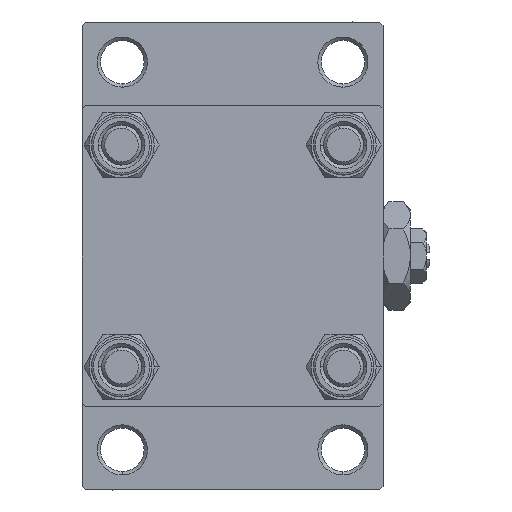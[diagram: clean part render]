
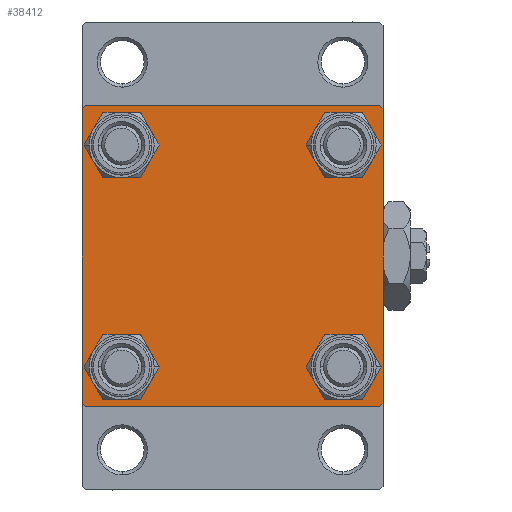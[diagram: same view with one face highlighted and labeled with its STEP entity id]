
A CAD part, left-side view. The second image highlights one B-rep face of the part: STEP entity #38412.
In plain terms, the highlighted planar face has unit normal (-1, 0, 0).
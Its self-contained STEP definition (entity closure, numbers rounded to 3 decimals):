
#544 = EDGE_CURVE ( 'NONE', #26251, #42903, #20152, .T. ) ;
#626 = CARTESIAN_POINT ( 'NONE',  ( 0., -16.6, -20.1 ) ) ;
#1122 = DIRECTION ( 'NONE',  ( 1., 0., 0. ) ) ;
#1167 = CARTESIAN_POINT ( 'NONE',  ( 0., 16.6, -16.6 ) ) ;
#1806 = EDGE_CURVE ( 'NONE', #35813, #32862, #24664, .T. ) ;
#2054 = DIRECTION ( 'NONE',  ( 0., 0., 1. ) ) ;
#2308 = EDGE_CURVE ( 'NONE', #42207, #42312, #36939, .T. ) ;
#2491 = EDGE_LOOP ( 'NONE', ( #15866, #45602 ) ) ;
#2829 = CARTESIAN_POINT ( 'NONE',  ( 0., 16.6, -13.1 ) ) ;
#3251 = EDGE_CURVE ( 'NONE', #47173, #31273, #25482, .T. ) ;
#3481 = EDGE_CURVE ( 'NONE', #42903, #27091, #25362, .T. ) ;
#3758 = VECTOR ( 'NONE', #27667, 1000. ) ;
#4150 = CARTESIAN_POINT ( 'NONE',  ( 0., 16.6, 16.6 ) ) ;
#4543 = CARTESIAN_POINT ( 'NONE',  ( 0., -16.6, 20.1 ) ) ;
#5595 = EDGE_CURVE ( 'NONE', #27091, #8730, #20171, .T. ) ;
#5602 = CARTESIAN_POINT ( 'NONE',  ( 0., -16.6, -13.1 ) ) ;
#6538 = VECTOR ( 'NONE', #36405, 1000. ) ;
#7172 = FACE_BOUND ( 'NONE', #19530, .T. ) ;
#7353 = DIRECTION ( 'NONE',  ( 1., 0., 0. ) ) ;
#8650 = ORIENTED_EDGE ( 'NONE', *, *, #26675, .T. ) ;
#8684 = DIRECTION ( 'NONE',  ( 1., 0., 0. ) ) ;
#8730 = VERTEX_POINT ( 'NONE', #26844 ) ;
#9315 = CARTESIAN_POINT ( 'NONE',  ( 0., 22., -22.5 ) ) ;
#9341 = AXIS2_PLACEMENT_3D ( 'NONE', #1167, #8684, #26995 ) ;
#9969 = LINE ( 'NONE', #25257, #29287 ) ;
#10062 = CARTESIAN_POINT ( 'NONE',  ( 0., 22., 22.5 ) ) ;
#10279 = AXIS2_PLACEMENT_3D ( 'NONE', #4150, #1122, #2054 ) ;
#10698 = CARTESIAN_POINT ( 'NONE',  ( 0., 0., 0. ) ) ;
#11147 = VECTOR ( 'NONE', #31692, 1000. ) ;
#11338 = AXIS2_PLACEMENT_3D ( 'NONE', #11631, #30420, #38452 ) ;
#11382 = DIRECTION ( 'NONE',  ( 0., 0., 1. ) ) ;
#11631 = CARTESIAN_POINT ( 'NONE',  ( 0., -16.6, -16.6 ) ) ;
#11969 = CARTESIAN_POINT ( 'NONE',  ( 0., 16.6, 20.1 ) ) ;
#12338 = DIRECTION ( 'NONE',  ( 1., 0., 0. ) ) ;
#12670 = VECTOR ( 'NONE', #40663, 1000. ) ;
#13014 = CARTESIAN_POINT ( 'NONE',  ( 0., -16.6, 13.1 ) ) ;
#13347 = VERTEX_POINT ( 'NONE', #626 ) ;
#13578 = LINE ( 'NONE', #43663, #6538 ) ;
#13633 = VERTEX_POINT ( 'NONE', #10062 ) ;
#13695 = DIRECTION ( 'NONE',  ( 0., 0., 1. ) ) ;
#13719 = DIRECTION ( 'NONE',  ( 0., 0.707, 0.707 ) ) ;
#13963 = DIRECTION ( 'NONE',  ( -1., 0., 0. ) ) ;
#14173 = EDGE_CURVE ( 'NONE', #15525, #30451, #27332, .T. ) ;
#14345 = CARTESIAN_POINT ( 'NONE',  ( 0., -22., 22.5 ) ) ;
#14457 = EDGE_CURVE ( 'NONE', #8730, #42312, #13578, .T. ) ;
#15214 = EDGE_LOOP ( 'NONE', ( #17669, #26791 ) ) ;
#15248 = EDGE_CURVE ( 'NONE', #30451, #15525, #32952, .T. ) ;
#15316 = AXIS2_PLACEMENT_3D ( 'NONE', #29902, #21222, #13695 ) ;
#15525 = VERTEX_POINT ( 'NONE', #13014 ) ;
#15866 = ORIENTED_EDGE ( 'NONE', *, *, #15248, .T. ) ;
#15884 = AXIS2_PLACEMENT_3D ( 'NONE', #42980, #46964, #32448 ) ;
#16697 = ORIENTED_EDGE ( 'NONE', *, *, #2308, .F. ) ;
#16713 = EDGE_CURVE ( 'NONE', #13633, #29454, #27989, .T. ) ;
#17669 = ORIENTED_EDGE ( 'NONE', *, *, #44419, .T. ) ;
#17991 = CARTESIAN_POINT ( 'NONE',  ( 0., 16.6, -16.6 ) ) ;
#19530 = EDGE_LOOP ( 'NONE', ( #8650, #32346 ) ) ;
#20121 = CARTESIAN_POINT ( 'NONE',  ( 0., -22.5, -22. ) ) ;
#20152 = LINE ( 'NONE', #31932, #3758 ) ;
#20171 = LINE ( 'NONE', #35462, #11147 ) ;
#21222 = DIRECTION ( 'NONE',  ( 1., 0., 0. ) ) ;
#22221 = PLANE ( 'NONE',  #48016 ) ;
#22352 = VECTOR ( 'NONE', #36154, 1000. ) ;
#23329 = CARTESIAN_POINT ( 'NONE',  ( 0., 16.6, -20.1 ) ) ;
#24536 = ORIENTED_EDGE ( 'NONE', *, *, #33579, .T. ) ;
#24664 = CIRCLE ( 'NONE', #30239, 3.5 ) ;
#25048 = DIRECTION ( 'NONE',  ( 1., 0., 0. ) ) ;
#25083 = EDGE_CURVE ( 'NONE', #42207, #29454, #9969, .T. ) ;
#25257 = CARTESIAN_POINT ( 'NONE',  ( 0., -22.25, 22.25 ) ) ;
#25362 = LINE ( 'NONE', #33618, #12670 ) ;
#25482 = CIRCLE ( 'NONE', #10279, 3.5 ) ;
#25976 = ORIENTED_EDGE ( 'NONE', *, *, #3481, .T. ) ;
#26251 = VERTEX_POINT ( 'NONE', #35327 ) ;
#26675 = EDGE_CURVE ( 'NONE', #32862, #35813, #47735, .T. ) ;
#26791 = ORIENTED_EDGE ( 'NONE', *, *, #44334, .T. ) ;
#26844 = CARTESIAN_POINT ( 'NONE',  ( 0., -22., -22.5 ) ) ;
#26995 = DIRECTION ( 'NONE',  ( 0., 0., 1. ) ) ;
#27091 = VERTEX_POINT ( 'NONE', #9315 ) ;
#27332 = CIRCLE ( 'NONE', #15316, 3.5 ) ;
#27503 = ORIENTED_EDGE ( 'NONE', *, *, #5595, .T. ) ;
#27667 = DIRECTION ( 'NONE',  ( 0., 0., -1. ) ) ;
#27989 = LINE ( 'NONE', #39786, #31448 ) ;
#29242 = DIRECTION ( 'NONE',  ( 0., 0., 1. ) ) ;
#29287 = VECTOR ( 'NONE', #13719, 1000. ) ;
#29454 = VERTEX_POINT ( 'NONE', #14345 ) ;
#29515 = ORIENTED_EDGE ( 'NONE', *, *, #3251, .T. ) ;
#29702 = CIRCLE ( 'NONE', #11338, 3.5 ) ;
#29902 = CARTESIAN_POINT ( 'NONE',  ( 0., -16.6, 16.6 ) ) ;
#30146 = VERTEX_POINT ( 'NONE', #5602 ) ;
#30234 = FACE_BOUND ( 'NONE', #15214, .T. ) ;
#30239 = AXIS2_PLACEMENT_3D ( 'NONE', #17991, #25048, #43836 ) ;
#30254 = CARTESIAN_POINT ( 'NONE',  ( 0., 16.6, 13.1 ) ) ;
#30316 = ORIENTED_EDGE ( 'NONE', *, *, #14457, .T. ) ;
#30420 = DIRECTION ( 'NONE',  ( 1., 0., 0. ) ) ;
#30451 = VERTEX_POINT ( 'NONE', #4543 ) ;
#30538 = CIRCLE ( 'NONE', #43312, 3.5 ) ;
#31273 = VERTEX_POINT ( 'NONE', #11969 ) ;
#31448 = VECTOR ( 'NONE', #43534, 1000. ) ;
#31692 = DIRECTION ( 'NONE',  ( 0., -1., 0. ) ) ;
#31932 = CARTESIAN_POINT ( 'NONE',  ( 0., 22.5, 22.5 ) ) ;
#32346 = ORIENTED_EDGE ( 'NONE', *, *, #1806, .T. ) ;
#32448 = DIRECTION ( 'NONE',  ( 0., 0., 1. ) ) ;
#32862 = VERTEX_POINT ( 'NONE', #2829 ) ;
#32952 = CIRCLE ( 'NONE', #39373, 3.5 ) ;
#33579 = EDGE_CURVE ( 'NONE', #31273, #47173, #39113, .T. ) ;
#33618 = CARTESIAN_POINT ( 'NONE',  ( 0., 22.25, -22.25 ) ) ;
#34248 = ORIENTED_EDGE ( 'NONE', *, *, #25083, .T. ) ;
#35042 = VECTOR ( 'NONE', #36695, 1000. ) ;
#35327 = CARTESIAN_POINT ( 'NONE',  ( 0., 22.5, 22. ) ) ;
#35462 = CARTESIAN_POINT ( 'NONE',  ( 0., 22.5, -22.5 ) ) ;
#35625 = EDGE_CURVE ( 'NONE', #13633, #26251, #44157, .T. ) ;
#35813 = VERTEX_POINT ( 'NONE', #23329 ) ;
#36154 = DIRECTION ( 'NONE',  ( 0., 0.707, -0.707 ) ) ;
#36405 = DIRECTION ( 'NONE',  ( 0., -0.707, 0.707 ) ) ;
#36695 = DIRECTION ( 'NONE',  ( 0., 0., -1. ) ) ;
#36891 = CARTESIAN_POINT ( 'NONE',  ( 0., 22.25, 22.25 ) ) ;
#36939 = LINE ( 'NONE', #37192, #35042 ) ;
#37192 = CARTESIAN_POINT ( 'NONE',  ( 0., -22.5, 22.5 ) ) ;
#37528 = FACE_BOUND ( 'NONE', #2491, .T. ) ;
#37955 = CARTESIAN_POINT ( 'NONE',  ( 0., -22.5, 22. ) ) ;
#38412 = ADVANCED_FACE ( 'NONE', ( #37528, #30234, #7172, #49016, #44778 ), #22221, .T. ) ;
#38452 = DIRECTION ( 'NONE',  ( 0., 0., 1. ) ) ;
#39113 = CIRCLE ( 'NONE', #15884, 3.5 ) ;
#39373 = AXIS2_PLACEMENT_3D ( 'NONE', #39409, #12338, #46897 ) ;
#39409 = CARTESIAN_POINT ( 'NONE',  ( 0., -16.6, 16.6 ) ) ;
#39786 = CARTESIAN_POINT ( 'NONE',  ( 0., 22.5, 22.5 ) ) ;
#40056 = CARTESIAN_POINT ( 'NONE',  ( 0., 22.5, -22. ) ) ;
#40663 = DIRECTION ( 'NONE',  ( 0., -0.707, -0.707 ) ) ;
#41708 = CARTESIAN_POINT ( 'NONE',  ( 0., -16.6, -16.6 ) ) ;
#42207 = VERTEX_POINT ( 'NONE', #37955 ) ;
#42312 = VERTEX_POINT ( 'NONE', #20121 ) ;
#42903 = VERTEX_POINT ( 'NONE', #40056 ) ;
#42980 = CARTESIAN_POINT ( 'NONE',  ( 0., 16.6, 16.6 ) ) ;
#43312 = AXIS2_PLACEMENT_3D ( 'NONE', #41708, #7353, #11382 ) ;
#43534 = DIRECTION ( 'NONE',  ( 0., -1., 0. ) ) ;
#43663 = CARTESIAN_POINT ( 'NONE',  ( 0., -22.25, -22.25 ) ) ;
#43836 = DIRECTION ( 'NONE',  ( 0., 0., 1. ) ) ;
#44157 = LINE ( 'NONE', #36891, #22352 ) ;
#44207 = ORIENTED_EDGE ( 'NONE', *, *, #544, .T. ) ;
#44334 = EDGE_CURVE ( 'NONE', #13347, #30146, #29702, .T. ) ;
#44419 = EDGE_CURVE ( 'NONE', #30146, #13347, #30538, .T. ) ;
#44778 = FACE_OUTER_BOUND ( 'NONE', #48926, .T. ) ;
#45602 = ORIENTED_EDGE ( 'NONE', *, *, #14173, .T. ) ;
#46897 = DIRECTION ( 'NONE',  ( 0., 0., 1. ) ) ;
#46964 = DIRECTION ( 'NONE',  ( 1., 0., 0. ) ) ;
#47072 = EDGE_LOOP ( 'NONE', ( #24536, #29515 ) ) ;
#47173 = VERTEX_POINT ( 'NONE', #30254 ) ;
#47476 = ORIENTED_EDGE ( 'NONE', *, *, #16713, .F. ) ;
#47735 = CIRCLE ( 'NONE', #9341, 3.5 ) ;
#48016 = AXIS2_PLACEMENT_3D ( 'NONE', #10698, #13963, #29242 ) ;
#48791 = ORIENTED_EDGE ( 'NONE', *, *, #35625, .T. ) ;
#48926 = EDGE_LOOP ( 'NONE', ( #44207, #25976, #27503, #30316, #16697, #34248, #47476, #48791 ) ) ;
#49016 = FACE_BOUND ( 'NONE', #47072, .T. ) ;
